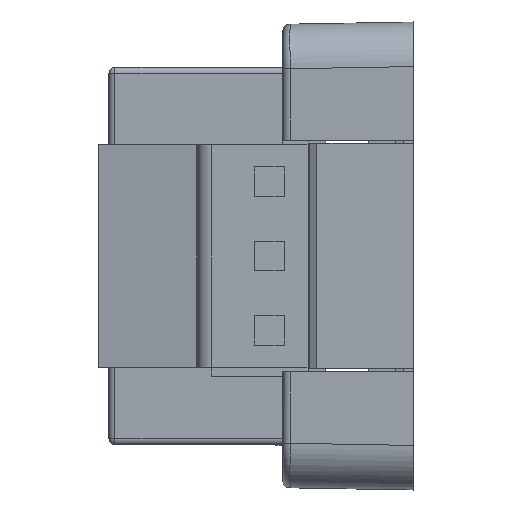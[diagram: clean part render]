
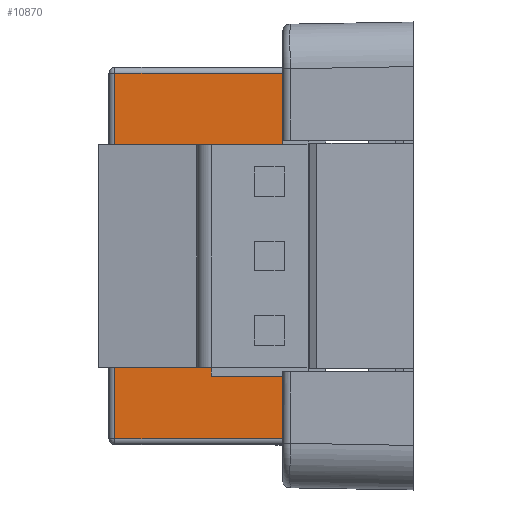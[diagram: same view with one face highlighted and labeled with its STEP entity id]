
A CAD part, left-side view. The second image highlights one B-rep face of the part: STEP entity #10870.
In plain terms, the highlighted face is planar.
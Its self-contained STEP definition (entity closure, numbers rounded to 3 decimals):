
#7 = VECTOR ( 'NONE', #22665, 1000. ) ;
#72 = ORIENTED_EDGE ( 'NONE', *, *, #23014, .T. ) ;
#1489 = CARTESIAN_POINT ( 'NONE',  ( -12.3, 11.3, -12.7 ) ) ;
#2768 = VERTEX_POINT ( 'NONE', #1489 ) ;
#3663 = VECTOR ( 'NONE', #15860, 1000. ) ;
#4345 = AXIS2_PLACEMENT_3D ( 'NONE', #22762, #25169, #18116 ) ;
#4424 = VECTOR ( 'NONE', #21422, 1000. ) ;
#5427 = VERTEX_POINT ( 'NONE', #18922 ) ;
#6124 = EDGE_CURVE ( 'NONE', #29984, #5427, #12736, .T. ) ;
#6234 = CARTESIAN_POINT ( 'NONE',  ( 12.3, 0., -12.7 ) ) ;
#6556 = DIRECTION ( 'NONE',  ( 0., -1., 0. ) ) ;
#8363 = ORIENTED_EDGE ( 'NONE', *, *, #15194, .T. ) ;
#10243 = CARTESIAN_POINT ( 'NONE',  ( 12.7, 11.3, -12.7 ) ) ;
#10870 = ADVANCED_FACE ( 'NONE', ( #29530 ), #20368, .F. ) ;
#11669 = VECTOR ( 'NONE', #6556, 1000. ) ;
#11823 = EDGE_CURVE ( 'NONE', #2768, #16326, #28303, .T. ) ;
#12736 = LINE ( 'NONE', #18028, #7 ) ;
#15194 = EDGE_CURVE ( 'NONE', #16326, #29984, #24358, .T. ) ;
#15860 = DIRECTION ( 'NONE',  ( 1., 0., 0. ) ) ;
#15868 = CARTESIAN_POINT ( 'NONE',  ( 12.3, 11.7, -12.7 ) ) ;
#16326 = VERTEX_POINT ( 'NONE', #21916 ) ;
#16786 = ORIENTED_EDGE ( 'NONE', *, *, #6124, .T. ) ;
#18028 = CARTESIAN_POINT ( 'NONE',  ( -12.7, 0., -12.7 ) ) ;
#18116 = DIRECTION ( 'NONE',  ( 1., 0., 0. ) ) ;
#18922 = CARTESIAN_POINT ( 'NONE',  ( -12.3, 0., -12.7 ) ) ;
#20116 = LINE ( 'NONE', #28762, #4424 ) ;
#20368 = PLANE ( 'NONE',  #4345 ) ;
#21422 = DIRECTION ( 'NONE',  ( 0., 1., 0. ) ) ;
#21916 = CARTESIAN_POINT ( 'NONE',  ( 12.3, 11.3, -12.7 ) ) ;
#22665 = DIRECTION ( 'NONE',  ( -1., 0., 0. ) ) ;
#22762 = CARTESIAN_POINT ( 'NONE',  ( -12.7, 11.7, -12.7 ) ) ;
#23014 = EDGE_CURVE ( 'NONE', #5427, #2768, #20116, .T. ) ;
#24358 = LINE ( 'NONE', #15868, #11669 ) ;
#25169 = DIRECTION ( 'NONE',  ( 0., 0., 1. ) ) ;
#27331 = EDGE_LOOP ( 'NONE', ( #16786, #72, #29370, #8363 ) ) ;
#28303 = LINE ( 'NONE', #10243, #3663 ) ;
#28762 = CARTESIAN_POINT ( 'NONE',  ( -12.3, 11.7, -12.7 ) ) ;
#29370 = ORIENTED_EDGE ( 'NONE', *, *, #11823, .T. ) ;
#29530 = FACE_OUTER_BOUND ( 'NONE', #27331, .T. ) ;
#29984 = VERTEX_POINT ( 'NONE', #6234 ) ;
